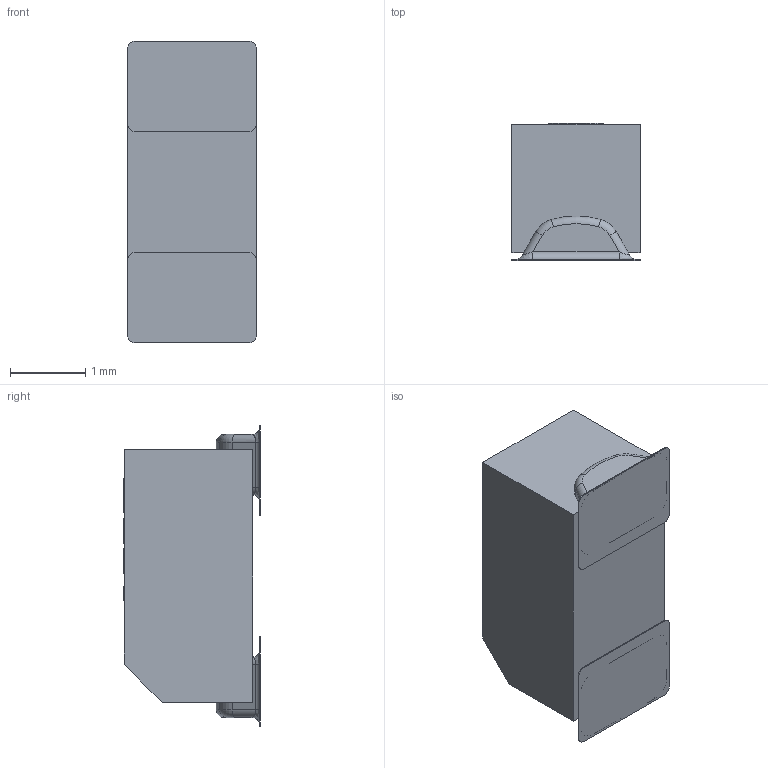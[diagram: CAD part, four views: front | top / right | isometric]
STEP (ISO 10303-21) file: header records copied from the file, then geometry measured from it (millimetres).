
FILE_DESCRIPTION (( 'STEP AP203' ), '1' );
FILE_NAME ('cap106C_Default_sldprt.STEP', '2024-02-04T16:43:56', ( '' ), ( '' ), 'SwSTEP 2.0', 'SolidWorks 2023', '' );
FILE_SCHEMA (( 'CONFIG_CONTROL_DESIGN' ));
Length unit declared in the file: millimetre
Products named in the file (1): cap106C_Default_sldprt
Bounding box: 1.7 x 1.81 x 4 mm (x, y, z)
Volume: 9.9 mm3; surface area: 33.3 mm2
Topology: 1 solids, 1 shells, 124 faces, 318 edges, 204 vertices
Faces by surface type: bspline 45, plane 43, cylinder 30, torus 6
Entity records: 5851 total; most frequent: CARTESIAN_POINT 3068, ORIENTED_EDGE 636, DIRECTION 446, EDGE_CURVE 318, VERTEX_POINT 204, VECTOR 162, LINE 162, AXIS2_PLACEMENT_3D 142
